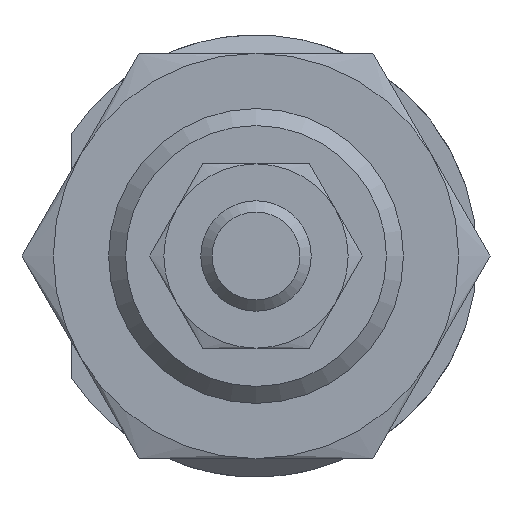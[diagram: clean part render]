
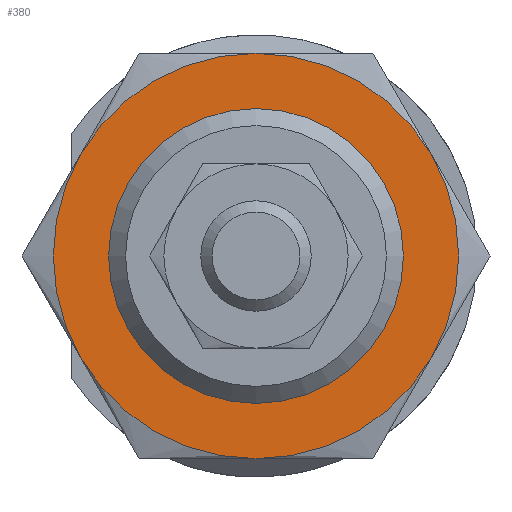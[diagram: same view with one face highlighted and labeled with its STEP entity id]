
A CAD part, left-side view. The second image highlights one B-rep face of the part: STEP entity #380.
In plain terms, the highlighted planar face has unit normal (-1, 0, 0).
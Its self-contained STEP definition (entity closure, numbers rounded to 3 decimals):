
#380 = ADVANCED_FACE( '', ( #742, #743 ), #744, .F. );
#742 = FACE_OUTER_BOUND( '', #1126, .T. );
#743 = FACE_BOUND( '', #1127, .T. );
#744 = PLANE( '', #1128 );
#1126 = EDGE_LOOP( '', ( #1775, #1776, #1777, #1778, #1779, #1780 ) );
#1127 = EDGE_LOOP( '', ( #1781 ) );
#1128 = AXIS2_PLACEMENT_3D( '', #1782, #1783, #1784 );
#1775 = ORIENTED_EDGE( '', *, *, #2383, .F. );
#1776 = ORIENTED_EDGE( '', *, *, #2342, .F. );
#1777 = ORIENTED_EDGE( '', *, *, #2287, .F. );
#1778 = ORIENTED_EDGE( '', *, *, #2236, .F. );
#1779 = ORIENTED_EDGE( '', *, *, #2285, .F. );
#1780 = ORIENTED_EDGE( '', *, *, #2358, .F. );
#1781 = ORIENTED_EDGE( '', *, *, #2394, .T. );
#1782 = CARTESIAN_POINT( '', ( 0., 0., 0. ) );
#1783 = DIRECTION( '', ( 1., 0., 0. ) );
#1784 = DIRECTION( '', ( 0., 0., -1. ) );
#2236 = EDGE_CURVE( '', #2622, #2623, #2624, .T. );
#2285 = EDGE_CURVE( '', #2702, #2622, #2704, .T. );
#2287 = EDGE_CURVE( '', #2623, #2603, #2706, .T. );
#2342 = EDGE_CURVE( '', #2603, #2788, #2789, .T. );
#2358 = EDGE_CURVE( '', #2811, #2702, #2812, .T. );
#2383 = EDGE_CURVE( '', #2788, #2811, #2841, .T. );
#2394 = EDGE_CURVE( '', #2852, #2852, #2853, .T. );
#2603 = VERTEX_POINT( '', #3139 );
#2622 = VERTEX_POINT( '', #3174 );
#2623 = VERTEX_POINT( '', #3175 );
#2624 = CIRCLE( '', #3176, 11. );
#2702 = VERTEX_POINT( '', #3319 );
#2704 = CIRCLE( '', #3326, 11. );
#2706 = CIRCLE( '', #3328, 11. );
#2788 = VERTEX_POINT( '', #3455 );
#2789 = CIRCLE( '', #3456, 11. );
#2811 = VERTEX_POINT( '', #3497 );
#2812 = CIRCLE( '', #3498, 11. );
#2841 = CIRCLE( '', #3552, 11. );
#2852 = VERTEX_POINT( '', #3577 );
#2853 = CIRCLE( '', #3578, 8. );
#3139 = CARTESIAN_POINT( '', ( 0., 0., -11. ) );
#3174 = CARTESIAN_POINT( '', ( 0., -9.526, 5.5 ) );
#3175 = CARTESIAN_POINT( '', ( 0., -9.526, -5.5 ) );
#3176 = AXIS2_PLACEMENT_3D( '', #3815, #3816, #3817 );
#3319 = CARTESIAN_POINT( '', ( 0., 0., 11. ) );
#3326 = AXIS2_PLACEMENT_3D( '', #3861, #3862, #3863 );
#3328 = AXIS2_PLACEMENT_3D( '', #3864, #3865, #3866 );
#3455 = CARTESIAN_POINT( '', ( 0., 9.526, -5.5 ) );
#3456 = AXIS2_PLACEMENT_3D( '', #3936, #3937, #3938 );
#3497 = CARTESIAN_POINT( '', ( 0., 9.526, 5.5 ) );
#3498 = AXIS2_PLACEMENT_3D( '', #3949, #3950, #3951 );
#3552 = AXIS2_PLACEMENT_3D( '', #3978, #3979, #3980 );
#3577 = CARTESIAN_POINT( '', ( 0., 0., -8. ) );
#3578 = AXIS2_PLACEMENT_3D( '', #3985, #3986, #3987 );
#3815 = CARTESIAN_POINT( '', ( 0., 0., 0. ) );
#3816 = DIRECTION( '', ( 1., 0., 0. ) );
#3817 = DIRECTION( '', ( 0., 0., -1. ) );
#3861 = CARTESIAN_POINT( '', ( 0., 0., 0. ) );
#3862 = DIRECTION( '', ( 1., 0., 0. ) );
#3863 = DIRECTION( '', ( 0., 0., -1. ) );
#3864 = CARTESIAN_POINT( '', ( 0., 0., 0. ) );
#3865 = DIRECTION( '', ( 1., 0., 0. ) );
#3866 = DIRECTION( '', ( 0., 0., -1. ) );
#3936 = CARTESIAN_POINT( '', ( 0., 0., 0. ) );
#3937 = DIRECTION( '', ( 1., 0., 0. ) );
#3938 = DIRECTION( '', ( 0., 0., -1. ) );
#3949 = CARTESIAN_POINT( '', ( 0., 0., 0. ) );
#3950 = DIRECTION( '', ( 1., 0., 0. ) );
#3951 = DIRECTION( '', ( 0., 0., -1. ) );
#3978 = CARTESIAN_POINT( '', ( 0., 0., 0. ) );
#3979 = DIRECTION( '', ( 1., 0., 0. ) );
#3980 = DIRECTION( '', ( 0., 0., -1. ) );
#3985 = CARTESIAN_POINT( '', ( 0., 0., 0. ) );
#3986 = DIRECTION( '', ( 1., 0., 0. ) );
#3987 = DIRECTION( '', ( 0., 0., -1. ) );
